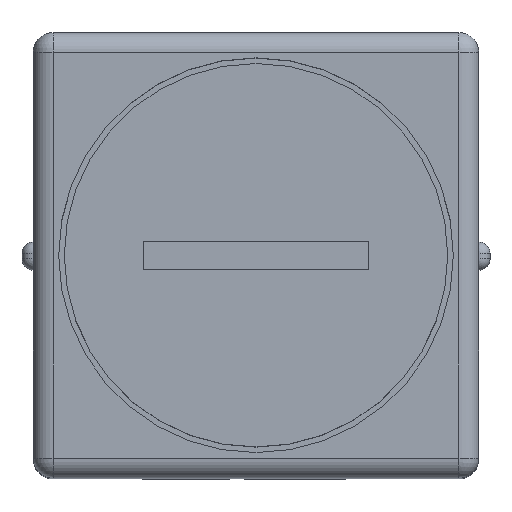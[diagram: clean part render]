
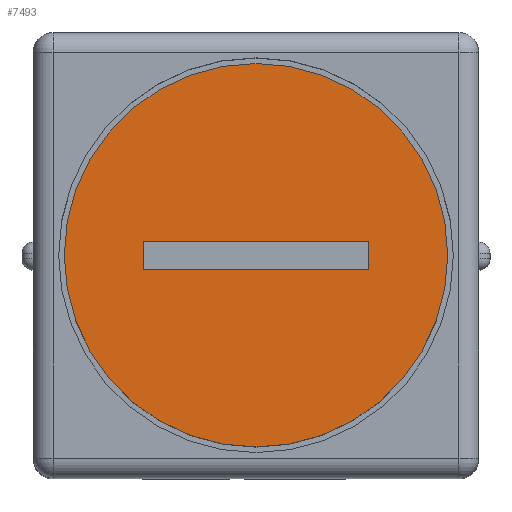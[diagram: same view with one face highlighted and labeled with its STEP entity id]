
A CAD part, top view. The second image highlights one B-rep face of the part: STEP entity #7493.
In plain terms, the highlighted planar face has unit normal (0, 0, 1).
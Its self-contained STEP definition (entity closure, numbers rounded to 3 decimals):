
#134 = AXIS2_PLACEMENT_3D ( 'NONE', #4647, #6833, #5539 ) ;
#497 = EDGE_CURVE ( 'NONE', #3906, #7224, #10552, .T. ) ;
#1094 = AXIS2_PLACEMENT_3D ( 'NONE', #14478, #14264, #10971 ) ;
#1525 = CARTESIAN_POINT ( 'NONE',  ( -2., 0.25, 10. ) ) ;
#3004 = EDGE_LOOP ( 'NONE', ( #5282, #14181 ) ) ;
#3440 = ORIENTED_EDGE ( 'NONE', *, *, #497, .F. ) ;
#3482 = DIRECTION ( 'NONE',  ( 0., 0., 1. ) ) ;
#3660 = AXIS2_PLACEMENT_3D ( 'NONE', #4385, #3482, #8084 ) ;
#3809 = ORIENTED_EDGE ( 'NONE', *, *, #4264, .F. ) ;
#3906 = VERTEX_POINT ( 'NONE', #14717 ) ;
#4264 = EDGE_CURVE ( 'NONE', #7224, #5277, #13163, .T. ) ;
#4385 = CARTESIAN_POINT ( 'NONE',  ( 0., 0., 10. ) ) ;
#4647 = CARTESIAN_POINT ( 'NONE',  ( 0., 0., 10. ) ) ;
#5007 = DIRECTION ( 'NONE',  ( 1., 0., 0. ) ) ;
#5119 = EDGE_LOOP ( 'NONE', ( #8650, #3809, #3440, #12060 ) ) ;
#5132 = FACE_OUTER_BOUND ( 'NONE', #3004, .T. ) ;
#5165 = CIRCLE ( 'NONE', #134, 3.4 ) ;
#5277 = VERTEX_POINT ( 'NONE', #12605 ) ;
#5282 = ORIENTED_EDGE ( 'NONE', *, *, #6300, .T. ) ;
#5408 = VERTEX_POINT ( 'NONE', #10133 ) ;
#5480 = CARTESIAN_POINT ( 'NONE',  ( 3.4, 0., 10. ) ) ;
#5539 = DIRECTION ( 'NONE',  ( 1., 0., 0. ) ) ;
#5806 = VERTEX_POINT ( 'NONE', #11049 ) ;
#6284 = FACE_BOUND ( 'NONE', #5119, .T. ) ;
#6300 = EDGE_CURVE ( 'NONE', #5806, #14029, #5165, .T. ) ;
#6833 = DIRECTION ( 'NONE',  ( 0., 0., 1. ) ) ;
#7224 = VERTEX_POINT ( 'NONE', #14073 ) ;
#7289 = VECTOR ( 'NONE', #8393, 1000. ) ;
#7331 = DIRECTION ( 'NONE',  ( -1., 0., 0. ) ) ;
#7356 = CARTESIAN_POINT ( 'NONE',  ( -2., -0.25, 10. ) ) ;
#7493 = ADVANCED_FACE ( 'NONE', ( #6284, #5132 ), #11997, .T. ) ;
#8084 = DIRECTION ( 'NONE',  ( 1., 0., 0. ) ) ;
#8327 = CARTESIAN_POINT ( 'NONE',  ( 2., 0.25, 10. ) ) ;
#8334 = DIRECTION ( 'NONE',  ( 0., -1., 0. ) ) ;
#8393 = DIRECTION ( 'NONE',  ( 0., 1., 0. ) ) ;
#8650 = ORIENTED_EDGE ( 'NONE', *, *, #9600, .F. ) ;
#9600 = EDGE_CURVE ( 'NONE', #5277, #5408, #11785, .T. ) ;
#9791 = EDGE_CURVE ( 'NONE', #14029, #5806, #13789, .T. ) ;
#10133 = CARTESIAN_POINT ( 'NONE',  ( 2., 0.25, 10. ) ) ;
#10552 = LINE ( 'NONE', #1525, #11322 ) ;
#10971 = DIRECTION ( 'NONE',  ( 1., 0., 0. ) ) ;
#11049 = CARTESIAN_POINT ( 'NONE',  ( -3.4, 0., 10. ) ) ;
#11322 = VECTOR ( 'NONE', #8334, 1000. ) ;
#11785 = LINE ( 'NONE', #8327, #7289 ) ;
#11997 = PLANE ( 'NONE',  #1094 ) ;
#12040 = VECTOR ( 'NONE', #7331, 1000. ) ;
#12060 = ORIENTED_EDGE ( 'NONE', *, *, #14455, .F. ) ;
#12605 = CARTESIAN_POINT ( 'NONE',  ( 2., -0.25, 10. ) ) ;
#12992 = LINE ( 'NONE', #13067, #12040 ) ;
#13067 = CARTESIAN_POINT ( 'NONE',  ( -2., 0.25, 10. ) ) ;
#13163 = LINE ( 'NONE', #7356, #13923 ) ;
#13789 = CIRCLE ( 'NONE', #3660, 3.4 ) ;
#13923 = VECTOR ( 'NONE', #5007, 1000. ) ;
#14029 = VERTEX_POINT ( 'NONE', #5480 ) ;
#14073 = CARTESIAN_POINT ( 'NONE',  ( -2., -0.25, 10. ) ) ;
#14181 = ORIENTED_EDGE ( 'NONE', *, *, #9791, .T. ) ;
#14264 = DIRECTION ( 'NONE',  ( 0., 0., 1. ) ) ;
#14455 = EDGE_CURVE ( 'NONE', #5408, #3906, #12992, .T. ) ;
#14478 = CARTESIAN_POINT ( 'NONE',  ( 0., 0., 10. ) ) ;
#14717 = CARTESIAN_POINT ( 'NONE',  ( -2., 0.25, 10. ) ) ;
